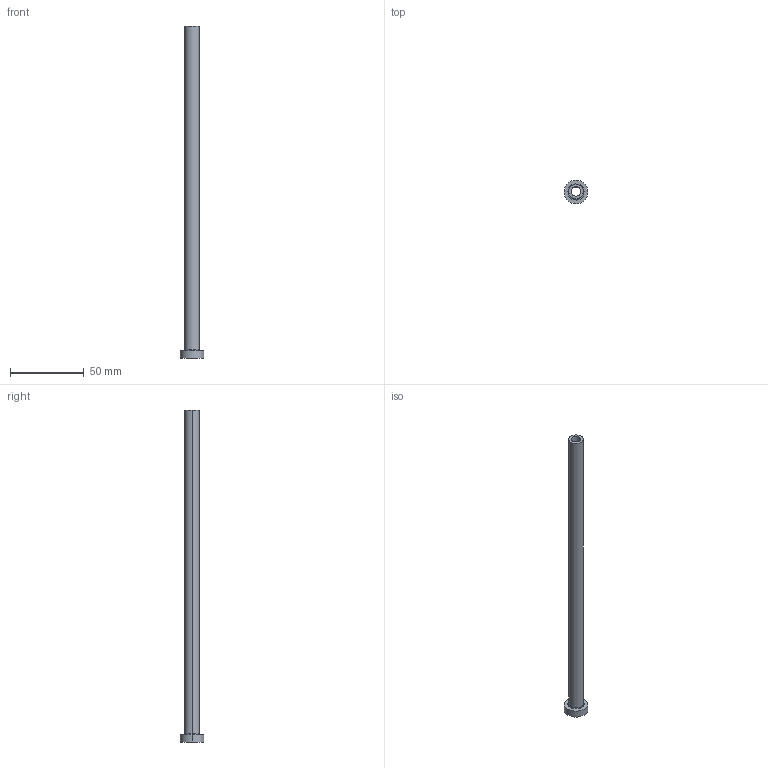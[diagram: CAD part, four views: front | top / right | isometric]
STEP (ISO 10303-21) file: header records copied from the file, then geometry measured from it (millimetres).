
FILE_DESCRIPTION (( 'STEP AP203' ), '1' );
FILE_NAME ('857c.STEP', '2023-02-13T14:02:27', ( '' ), ( '' ), 'SwSTEP 2.0', 'SolidWorks 2019', '' );
FILE_SCHEMA (( 'CONFIG_CONTROL_DESIGN' ));
Length unit declared in the file: millimetre
Products named in the file (1): 857c
Bounding box: 16 x 16 x 225 mm (x, y, z)
Volume: 10255.5 mm3; surface area: 12256.2 mm2
Topology: 1 solids, 1 shells, 14 faces, 28 edges, 18 vertices
Faces by surface type: cylinder 8, plane 4, torus 2
Entity records: 457 total; most frequent: DIRECTION 78, CARTESIAN_POINT 61, ORIENTED_EDGE 56, AXIS2_PLACEMENT_3D 35, EDGE_CURVE 28, CIRCLE 20, EDGE_LOOP 18, VERTEX_POINT 18
